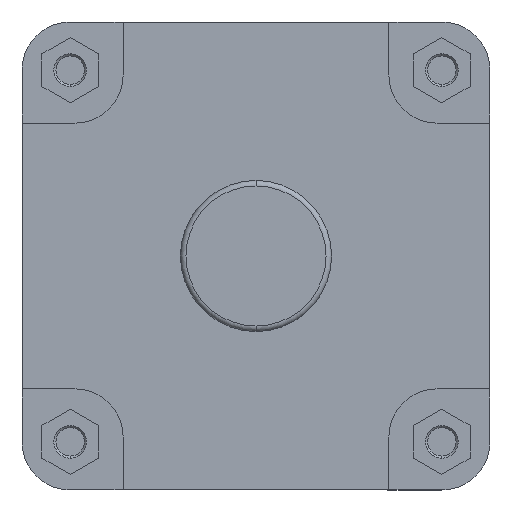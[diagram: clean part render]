
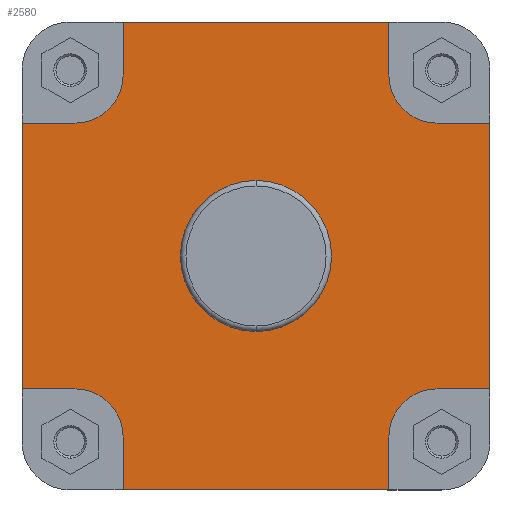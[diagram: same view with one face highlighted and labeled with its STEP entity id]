
A CAD part, left-side view. The second image highlights one B-rep face of the part: STEP entity #2580.
In plain terms, the highlighted planar face has unit normal (-1, 0, 0).
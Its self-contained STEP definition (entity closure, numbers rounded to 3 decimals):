
#346 = CIRCLE ( 'NONE', #5494, 54.9 ) ;
#429 = CIRCLE ( 'NONE', #5495, 54.9 ) ;
#442 = LINE ( 'NONE', #1242, #456 ) ;
#449 = LINE ( 'NONE', #1240, #455 ) ;
#450 = VECTOR ( 'NONE', #1241, 1000. ) ;
#451 = LINE ( 'NONE', #1244, #458 ) ;
#453 = LINE ( 'NONE', #1235, #450 ) ;
#454 = CIRCLE ( 'NONE', #5512, 35. ) ;
#455 = VECTOR ( 'NONE', #1243, 1000. ) ;
#456 = VECTOR ( 'NONE', #1245, 1000. ) ;
#458 = VECTOR ( 'NONE', #1246, 1000. ) ;
#459 = VECTOR ( 'NONE', #1254, 1000. ) ;
#460 = LINE ( 'NONE', #1248, #461 ) ;
#461 = VECTOR ( 'NONE', #1249, 1000. ) ;
#462 = LINE ( 'NONE', #1253, #465 ) ;
#463 = LINE ( 'NONE', #1247, #459 ) ;
#464 = CIRCLE ( 'NONE', #5514, 35. ) ;
#465 = VECTOR ( 'NONE', #1255, 1000. ) ;
#466 = VECTOR ( 'NONE', #1263, 1000. ) ;
#467 = LINE ( 'NONE', #1257, #468 ) ;
#468 = VECTOR ( 'NONE', #1258, 1000. ) ;
#469 = LINE ( 'NONE', #1262, #472 ) ;
#470 = LINE ( 'NONE', #1256, #466 ) ;
#471 = CIRCLE ( 'NONE', #5516, 35. ) ;
#472 = VECTOR ( 'NONE', #1264, 1000. ) ;
#473 = VECTOR ( 'NONE', #1273, 1000. ) ;
#474 = LINE ( 'NONE', #1266, #475 ) ;
#475 = VECTOR ( 'NONE', #1267, 1000. ) ;
#478 = LINE ( 'NONE', #1265, #473 ) ;
#479 = CIRCLE ( 'NONE', #5517, 35. ) ;
#1081 = CARTESIAN_POINT ( 'NONE',  ( 82., 0., 0. ) ) ;
#1090 = DIRECTION ( 'NONE',  ( -1., 0., 0. ) ) ;
#1091 = DIRECTION ( 'NONE',  ( 0., 0., 1. ) ) ;
#1188 = CARTESIAN_POINT ( 'NONE',  ( 82., 0., 0. ) ) ;
#1195 = DIRECTION ( 'NONE',  ( -1., 0., 0. ) ) ;
#1196 = DIRECTION ( 'NONE',  ( 0., 0., 1. ) ) ;
#1231 = CARTESIAN_POINT ( 'NONE',  ( 82., -131.5, -131.5 ) ) ;
#1235 = CARTESIAN_POINT ( 'NONE',  ( 82., -170., -96.5 ) ) ;
#1238 = DIRECTION ( 'NONE',  ( -1., 0., 0. ) ) ;
#1239 = DIRECTION ( 'NONE',  ( 0., 0., -1. ) ) ;
#1240 = CARTESIAN_POINT ( 'NONE',  ( 82., -374.141, -170. ) ) ;
#1241 = DIRECTION ( 'NONE',  ( 0., 1., 0. ) ) ;
#1242 = CARTESIAN_POINT ( 'NONE',  ( 82., -96.5, -131.5 ) ) ;
#1243 = DIRECTION ( 'NONE',  ( 0., -1., 0. ) ) ;
#1244 = CARTESIAN_POINT ( 'NONE',  ( 82., -170., 0. ) ) ;
#1245 = DIRECTION ( 'NONE',  ( 0., 0., -1. ) ) ;
#1246 = DIRECTION ( 'NONE',  ( 0., 0., 1. ) ) ;
#1247 = CARTESIAN_POINT ( 'NONE',  ( 82., -96.5, 170. ) ) ;
#1248 = CARTESIAN_POINT ( 'NONE',  ( 82., -131.5, 96.5 ) ) ;
#1249 = DIRECTION ( 'NONE',  ( 0., -1., 0. ) ) ;
#1250 = CARTESIAN_POINT ( 'NONE',  ( 82., -131.5, 131.5 ) ) ;
#1251 = DIRECTION ( 'NONE',  ( -1., 0., 0. ) ) ;
#1252 = DIRECTION ( 'NONE',  ( 0., 0., -1. ) ) ;
#1253 = CARTESIAN_POINT ( 'NONE',  ( 82., -374.141, 170. ) ) ;
#1254 = DIRECTION ( 'NONE',  ( 0., 0., -1. ) ) ;
#1255 = DIRECTION ( 'NONE',  ( 0., -1., 0. ) ) ;
#1256 = CARTESIAN_POINT ( 'NONE',  ( 82., 170., 96.5 ) ) ;
#1257 = CARTESIAN_POINT ( 'NONE',  ( 82., 96.5, 131.5 ) ) ;
#1258 = DIRECTION ( 'NONE',  ( 0., 0., 1. ) ) ;
#1259 = CARTESIAN_POINT ( 'NONE',  ( 82., 131.5, 131.5 ) ) ;
#1260 = DIRECTION ( 'NONE',  ( -1., 0., 0. ) ) ;
#1261 = DIRECTION ( 'NONE',  ( 0., 0., -1. ) ) ;
#1262 = CARTESIAN_POINT ( 'NONE',  ( 82., 170., 0. ) ) ;
#1263 = DIRECTION ( 'NONE',  ( 0., -1., 0. ) ) ;
#1264 = DIRECTION ( 'NONE',  ( 0., 0., 1. ) ) ;
#1265 = CARTESIAN_POINT ( 'NONE',  ( 82., 96.5, -170. ) ) ;
#1266 = CARTESIAN_POINT ( 'NONE',  ( 82., 131.5, -96.5 ) ) ;
#1267 = DIRECTION ( 'NONE',  ( 0., 1., 0. ) ) ;
#1268 = CARTESIAN_POINT ( 'NONE',  ( 82., 131.5, -131.5 ) ) ;
#1269 = DIRECTION ( 'NONE',  ( -1., 0., 0. ) ) ;
#1270 = DIRECTION ( 'NONE',  ( 0., 0., -1. ) ) ;
#1273 = DIRECTION ( 'NONE',  ( 0., 0., 1. ) ) ;
#2580 = ADVANCED_FACE ( 'NONE', ( #3306, #3310 ), #5877, .F. ) ;
#2843 = VERTEX_POINT ( 'NONE', #6763 ) ;
#2846 = VERTEX_POINT ( 'NONE', #6765 ) ;
#2847 = VERTEX_POINT ( 'NONE', #6766 ) ;
#2851 = VERTEX_POINT ( 'NONE', #6770 ) ;
#2854 = VERTEX_POINT ( 'NONE', #6773 ) ;
#2857 = VERTEX_POINT ( 'NONE', #6776 ) ;
#2858 = VERTEX_POINT ( 'NONE', #6777 ) ;
#2859 = VERTEX_POINT ( 'NONE', #6778 ) ;
#2860 = VERTEX_POINT ( 'NONE', #6779 ) ;
#2864 = VERTEX_POINT ( 'NONE', #6783 ) ;
#2865 = VERTEX_POINT ( 'NONE', #6784 ) ;
#2866 = VERTEX_POINT ( 'NONE', #6785 ) ;
#2868 = VERTEX_POINT ( 'NONE', #6787 ) ;
#2869 = VERTEX_POINT ( 'NONE', #6788 ) ;
#2870 = VERTEX_POINT ( 'NONE', #6789 ) ;
#2871 = VERTEX_POINT ( 'NONE', #6790 ) ;
#3097 = VERTEX_POINT ( 'NONE', #7016 ) ;
#3158 = VERTEX_POINT ( 'NONE', #7078 ) ;
#3306 = FACE_BOUND ( 'NONE', #4681, .T. ) ;
#3310 = FACE_OUTER_BOUND ( 'NONE', #4701, .T. ) ;
#3514 = EDGE_CURVE ( 'NONE', #3097, #3158, #346, .T. ) ;
#3562 = EDGE_CURVE ( 'NONE', #3158, #3097, #429, .T. ) ;
#3578 = EDGE_CURVE ( 'NONE', #2846, #2869, #454, .T. ) ;
#3579 = EDGE_CURVE ( 'NONE', #2854, #2846, #453, .T. ) ;
#3580 = EDGE_CURVE ( 'NONE', #2864, #2868, #449, .T. ) ;
#3581 = EDGE_CURVE ( 'NONE', #2869, #2868, #442, .T. ) ;
#3582 = EDGE_CURVE ( 'NONE', #2854, #2857, #451, .T. ) ;
#3583 = EDGE_CURVE ( 'NONE', #2847, #2857, #460, .T. ) ;
#3584 = EDGE_CURVE ( 'NONE', #2858, #2847, #464, .T. ) ;
#3585 = EDGE_CURVE ( 'NONE', #2871, #2858, #463, .T. ) ;
#3586 = EDGE_CURVE ( 'NONE', #2865, #2871, #462, .T. ) ;
#3587 = EDGE_CURVE ( 'NONE', #2851, #2865, #467, .T. ) ;
#3588 = EDGE_CURVE ( 'NONE', #2866, #2851, #471, .T. ) ;
#3589 = EDGE_CURVE ( 'NONE', #2843, #2866, #470, .T. ) ;
#3590 = EDGE_CURVE ( 'NONE', #2860, #2843, #469, .T. ) ;
#3591 = EDGE_CURVE ( 'NONE', #2859, #2860, #474, .T. ) ;
#3592 = EDGE_CURVE ( 'NONE', #2870, #2859, #479, .T. ) ;
#3593 = EDGE_CURVE ( 'NONE', #2864, #2870, #478, .T. ) ;
#3982 = ORIENTED_EDGE ( 'NONE', *, *, #3593, .F. ) ;
#3983 = ORIENTED_EDGE ( 'NONE', *, *, #3592, .F. ) ;
#3984 = ORIENTED_EDGE ( 'NONE', *, *, #3591, .F. ) ;
#3985 = ORIENTED_EDGE ( 'NONE', *, *, #3590, .F. ) ;
#3986 = ORIENTED_EDGE ( 'NONE', *, *, #3589, .F. ) ;
#3987 = ORIENTED_EDGE ( 'NONE', *, *, #3588, .F. ) ;
#3988 = ORIENTED_EDGE ( 'NONE', *, *, #3587, .F. ) ;
#3989 = ORIENTED_EDGE ( 'NONE', *, *, #3586, .F. ) ;
#3990 = ORIENTED_EDGE ( 'NONE', *, *, #3585, .F. ) ;
#3991 = ORIENTED_EDGE ( 'NONE', *, *, #3584, .F. ) ;
#3992 = ORIENTED_EDGE ( 'NONE', *, *, #3583, .F. ) ;
#3993 = ORIENTED_EDGE ( 'NONE', *, *, #3582, .T. ) ;
#3994 = ORIENTED_EDGE ( 'NONE', *, *, #3579, .F. ) ;
#3995 = ORIENTED_EDGE ( 'NONE', *, *, #3578, .F. ) ;
#3996 = ORIENTED_EDGE ( 'NONE', *, *, #3581, .F. ) ;
#3997 = ORIENTED_EDGE ( 'NONE', *, *, #3580, .T. ) ;
#3998 = ORIENTED_EDGE ( 'NONE', *, *, #3562, .F. ) ;
#3999 = ORIENTED_EDGE ( 'NONE', *, *, #3514, .F. ) ;
#4681 = EDGE_LOOP ( 'NONE', ( #3999, #3998 ) ) ;
#4701 = EDGE_LOOP ( 'NONE', ( #3997, #3996, #3995, #3994, #3993, #3992, #3991, #3990, #3989, #3988, #3987, #3986, #3985, #3984, #3983, #3982 ) ) ;
#5204 = AXIS2_PLACEMENT_3D ( 'NONE', #5866, #5878, #5879 ) ;
#5494 = AXIS2_PLACEMENT_3D ( 'NONE', #1081, #1090, #1091 ) ;
#5495 = AXIS2_PLACEMENT_3D ( 'NONE', #1188, #1195, #1196 ) ;
#5512 = AXIS2_PLACEMENT_3D ( 'NONE', #1231, #1238, #1239 ) ;
#5514 = AXIS2_PLACEMENT_3D ( 'NONE', #1250, #1251, #1252 ) ;
#5516 = AXIS2_PLACEMENT_3D ( 'NONE', #1259, #1260, #1261 ) ;
#5517 = AXIS2_PLACEMENT_3D ( 'NONE', #1268, #1269, #1270 ) ;
#5866 = CARTESIAN_POINT ( 'NONE',  ( 82., 54.9, 0. ) ) ;
#5877 = PLANE ( 'NONE',  #5204 ) ;
#5878 = DIRECTION ( 'NONE',  ( 1., 0., 0. ) ) ;
#5879 = DIRECTION ( 'NONE',  ( 0., 0., -1. ) ) ;
#6763 = CARTESIAN_POINT ( 'NONE',  ( 82., 170., 96.5 ) ) ;
#6765 = CARTESIAN_POINT ( 'NONE',  ( 82., -131.5, -96.5 ) ) ;
#6766 = CARTESIAN_POINT ( 'NONE',  ( 82., -131.5, 96.5 ) ) ;
#6770 = CARTESIAN_POINT ( 'NONE',  ( 82., 96.5, 131.5 ) ) ;
#6773 = CARTESIAN_POINT ( 'NONE',  ( 82., -170., -96.5 ) ) ;
#6776 = CARTESIAN_POINT ( 'NONE',  ( 82., -170., 96.5 ) ) ;
#6777 = CARTESIAN_POINT ( 'NONE',  ( 82., -96.5, 131.5 ) ) ;
#6778 = CARTESIAN_POINT ( 'NONE',  ( 82., 131.5, -96.5 ) ) ;
#6779 = CARTESIAN_POINT ( 'NONE',  ( 82., 170., -96.5 ) ) ;
#6783 = CARTESIAN_POINT ( 'NONE',  ( 82., 96.5, -170. ) ) ;
#6784 = CARTESIAN_POINT ( 'NONE',  ( 82., 96.5, 170. ) ) ;
#6785 = CARTESIAN_POINT ( 'NONE',  ( 82., 131.5, 96.5 ) ) ;
#6787 = CARTESIAN_POINT ( 'NONE',  ( 82., -96.5, -170. ) ) ;
#6788 = CARTESIAN_POINT ( 'NONE',  ( 82., -96.5, -131.5 ) ) ;
#6789 = CARTESIAN_POINT ( 'NONE',  ( 82., 96.5, -131.5 ) ) ;
#6790 = CARTESIAN_POINT ( 'NONE',  ( 82., -96.5, 170. ) ) ;
#7016 = CARTESIAN_POINT ( 'NONE',  ( 82., 0., 54.9 ) ) ;
#7078 = CARTESIAN_POINT ( 'NONE',  ( 82., 0., -54.9 ) ) ;
